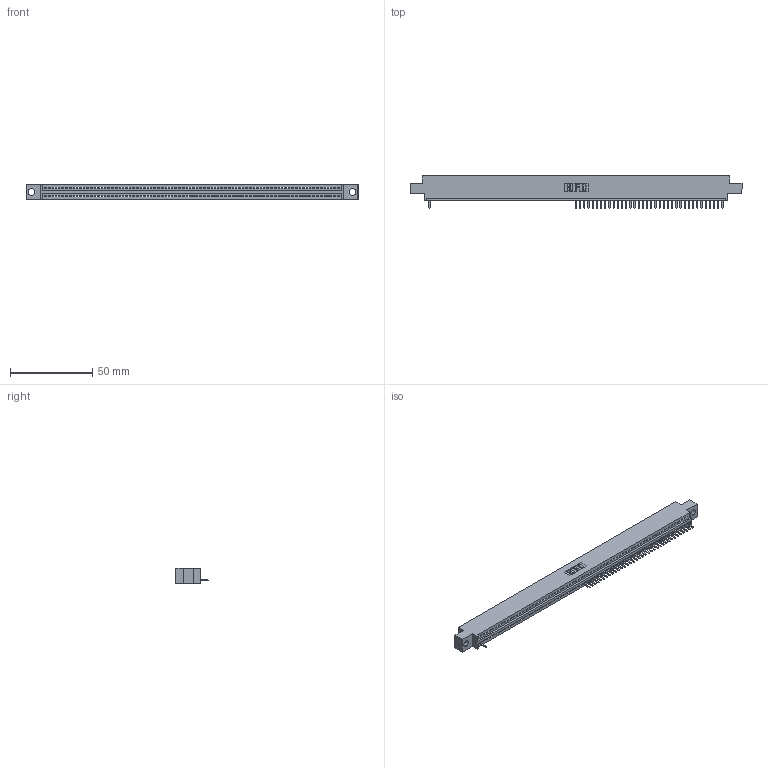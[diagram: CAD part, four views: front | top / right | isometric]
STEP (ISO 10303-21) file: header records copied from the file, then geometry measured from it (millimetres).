
FILE_DESCRIPTION (( 'STEP AP203' ), '1' );
FILE_NAME ('395-071-520-604.STEP', '2018-11-27T03:55:03', ( '' ), ( '' ), 'SwSTEP 2.0', 'SolidWorks 2016', '' );
FILE_SCHEMA (( 'CONFIG_CONTROL_DESIGN' ));
Length unit declared in the file: inch
Products named in the file (3): 345 Part_0.170 Offset - 0.156 Dia-TH; 395-071-520-604; 345-292-001_345-293-120
Assembly tree (38 placements, depth 2):
  395-071-520-604
    345 Part_0.170 Offset - 0.156 Dia-TH
    345-292-001_345-293-120  x37
Bounding box: 201.55 x 19.68 x 9.4 mm (x, y, z)
Volume: 18683.9 mm3; surface area: 22742.9 mm2
Topology: 38 solids, 38 shells, 2968 faces, 8997 edges, 5898 vertices
Faces by surface type: plane 2114, cylinder 854
Entity records: 48693 total; most frequent: ORIENTED_EDGE 8634, CARTESIAN_POINT 8607, DIRECTION 7423, EDGE_CURVE 4317, VECTOR 3897, LINE 3897, VERTEX_POINT 2874, AXIS2_PLACEMENT_3D 1763
